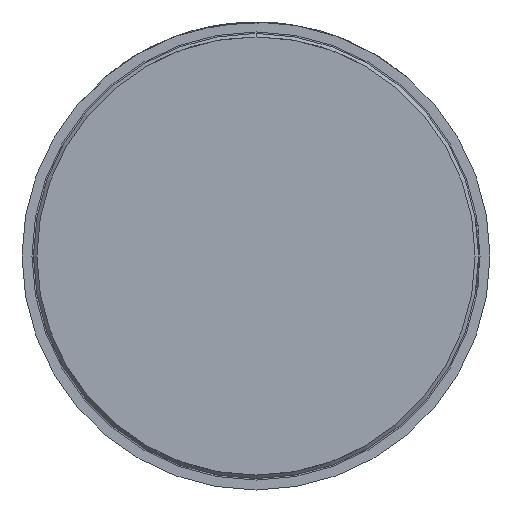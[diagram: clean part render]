
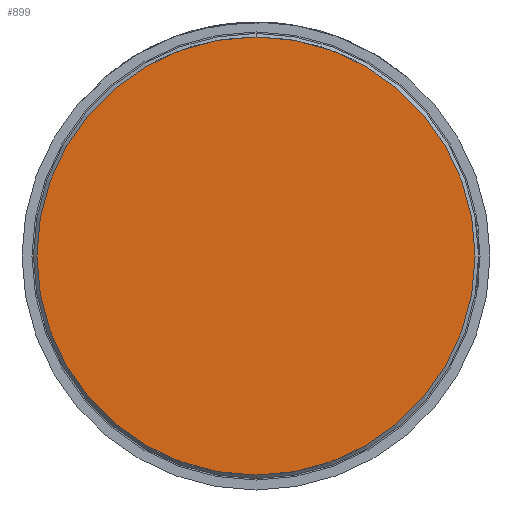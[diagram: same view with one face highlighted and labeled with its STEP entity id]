
A CAD part, front view. The second image highlights one B-rep face of the part: STEP entity #899.
In plain terms, the highlighted planar face has unit normal (0, -1, 0).
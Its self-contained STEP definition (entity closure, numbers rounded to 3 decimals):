
#165 = AXIS2_PLACEMENT_3D ( 'NONE', #2600, #2972, #1101 ) ;
#264 = VERTEX_POINT ( 'NONE', #720 ) ;
#720 = CARTESIAN_POINT ( 'NONE',  ( 2.2, 0., 0. ) ) ;
#899 = ADVANCED_FACE ( 'Defeature ausgef�hrt1_7', ( #1104 ), #2095, .F. ) ;
#912 = CARTESIAN_POINT ( 'NONE',  ( 0., 0., 0. ) ) ;
#1101 = DIRECTION ( 'NONE',  ( -1., 0., 0. ) ) ;
#1104 = FACE_OUTER_BOUND ( 'NONE', #4141, .T. ) ;
#1171 = AXIS2_PLACEMENT_3D ( 'NONE', #912, #2752, #4505 ) ;
#1910 = VERTEX_POINT ( 'NONE', #4247 ) ;
#2095 = PLANE ( 'NONE',  #2843 ) ;
#2348 = EDGE_CURVE ( 'Defeature ausgef�hrt1_7+Defeature ausgef�hrt1_14+Defeature ausgef�hrt1_14+Defeature ausgef�hrt1_14', #264, #1910, #3969, .T. ) ;
#2600 = CARTESIAN_POINT ( 'NONE',  ( 0., 0., 0. ) ) ;
#2752 = DIRECTION ( 'NONE',  ( 0., -1., 0. ) ) ;
#2829 = DIRECTION ( 'NONE',  ( 0., 1., 0. ) ) ;
#2843 = AXIS2_PLACEMENT_3D ( 'NONE', #4611, #2829, #3560 ) ;
#2905 = CIRCLE ( 'NONE', #1171, 2.2 ) ;
#2950 = ORIENTED_EDGE ( 'NONE', *, *, #2348, .T. ) ;
#2972 = DIRECTION ( 'NONE',  ( 0., -1., 0. ) ) ;
#3560 = DIRECTION ( 'NONE',  ( 1., 0., 0. ) ) ;
#3596 = EDGE_CURVE ( 'Defeature ausgef�hrt1_7+Defeature ausgef�hrt1_14+Defeature ausgef�hrt1_14+Defeature ausgef�hrt1_14', #1910, #264, #2905, .T. ) ;
#3969 = CIRCLE ( 'NONE', #165, 2.2 ) ;
#4141 = EDGE_LOOP ( 'NONE', ( #4177, #2950 ) ) ;
#4177 = ORIENTED_EDGE ( 'NONE', *, *, #3596, .T. ) ;
#4247 = CARTESIAN_POINT ( 'NONE',  ( -2.2, 0., 0. ) ) ;
#4505 = DIRECTION ( 'NONE',  ( -1., 0., 0. ) ) ;
#4611 = CARTESIAN_POINT ( 'NONE',  ( 0., 0., -1.9 ) ) ;
